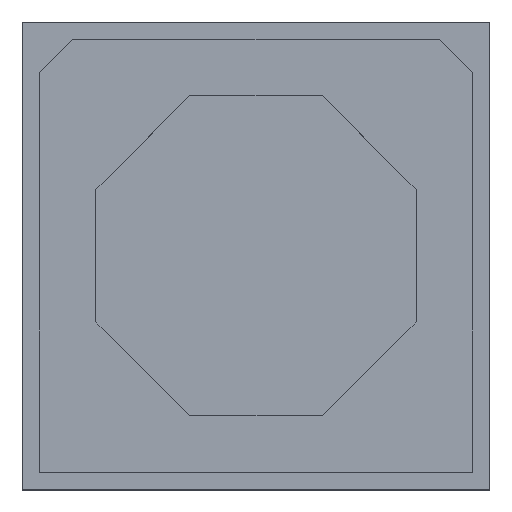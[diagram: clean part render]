
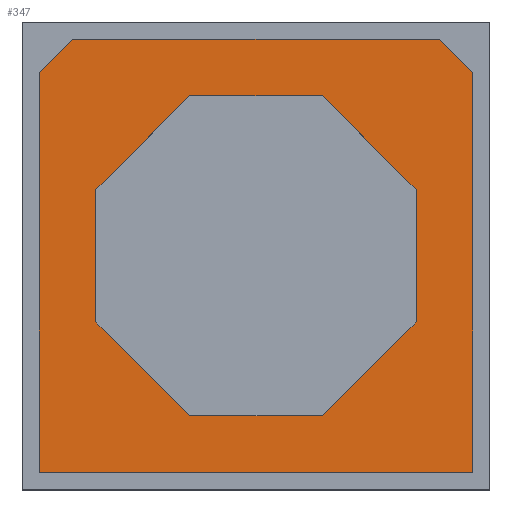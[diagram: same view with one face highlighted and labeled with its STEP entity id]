
A CAD part, top view. The second image highlights one B-rep face of the part: STEP entity #347.
In plain terms, the highlighted planar face has unit normal (0, 0, 1).
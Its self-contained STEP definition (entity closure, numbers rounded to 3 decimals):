
#113 = VERTEX_POINT('',#114);
#114 = CARTESIAN_POINT('',(-1.62,1.37,1.71));
#120 = EDGE_CURVE('',#113,#121,#123,.T.);
#121 = VERTEX_POINT('',#122);
#122 = CARTESIAN_POINT('',(-1.62,-1.62,1.71));
#123 = LINE('',#124,#125);
#124 = CARTESIAN_POINT('',(-1.62,1.62,1.71));
#125 = VECTOR('',#126,1.);
#126 = DIRECTION('',(0.,-1.,0.));
#144 = EDGE_CURVE('',#113,#145,#147,.T.);
#145 = VERTEX_POINT('',#146);
#146 = CARTESIAN_POINT('',(-1.37,1.62,1.71));
#147 = LINE('',#148,#149);
#148 = CARTESIAN_POINT('',(-1.495,1.495,1.71));
#149 = VECTOR('',#150,1.);
#150 = DIRECTION('',(0.707,0.707,0.));
#167 = EDGE_CURVE('',#121,#168,#170,.T.);
#168 = VERTEX_POINT('',#169);
#169 = CARTESIAN_POINT('',(1.62,-1.62,1.71));
#170 = LINE('',#171,#172);
#171 = CARTESIAN_POINT('',(-1.62,-1.62,1.71));
#172 = VECTOR('',#173,1.);
#173 = DIRECTION('',(1.,0.,0.));
#192 = VERTEX_POINT('',#193);
#193 = CARTESIAN_POINT('',(1.37,1.62,1.71));
#199 = EDGE_CURVE('',#192,#145,#200,.T.);
#200 = LINE('',#201,#202);
#201 = CARTESIAN_POINT('',(1.62,1.62,1.71));
#202 = VECTOR('',#203,1.);
#203 = DIRECTION('',(-1.,0.,0.));
#216 = EDGE_CURVE('',#168,#217,#219,.T.);
#217 = VERTEX_POINT('',#218);
#218 = CARTESIAN_POINT('',(1.62,1.37,1.71));
#219 = LINE('',#220,#221);
#220 = CARTESIAN_POINT('',(1.62,-1.62,1.71));
#221 = VECTOR('',#222,1.);
#222 = DIRECTION('',(0.,1.,0.));
#240 = EDGE_CURVE('',#217,#192,#241,.T.);
#241 = LINE('',#242,#243);
#242 = CARTESIAN_POINT('',(1.495,1.495,1.71));
#243 = VECTOR('',#244,1.);
#244 = DIRECTION('',(-0.707,0.707,0.));
#347 = ADVANCED_FACE('',(#348,#356),#422,.T.);
#348 = FACE_BOUND('',#349,.T.);
#349 = EDGE_LOOP('',(#350,#351,#352,#353,#354,#355));
#350 = ORIENTED_EDGE('',*,*,#120,.T.);
#351 = ORIENTED_EDGE('',*,*,#167,.T.);
#352 = ORIENTED_EDGE('',*,*,#216,.T.);
#353 = ORIENTED_EDGE('',*,*,#240,.T.);
#354 = ORIENTED_EDGE('',*,*,#199,.T.);
#355 = ORIENTED_EDGE('',*,*,#144,.F.);
#356 = FACE_BOUND('',#357,.T.);
#357 = EDGE_LOOP('',(#358,#368,#376,#384,#392,#400,#408,#416));
#358 = ORIENTED_EDGE('',*,*,#359,.F.);
#359 = EDGE_CURVE('',#360,#362,#364,.T.);
#360 = VERTEX_POINT('',#361);
#361 = CARTESIAN_POINT('',(0.496,-1.197,1.71));
#362 = VERTEX_POINT('',#363);
#363 = CARTESIAN_POINT('',(1.197,-0.496,1.71));
#364 = LINE('',#365,#366);
#365 = CARTESIAN_POINT('',(0.496,-1.197,1.71));
#366 = VECTOR('',#367,1.);
#367 = DIRECTION('',(0.707,0.707,0.));
#368 = ORIENTED_EDGE('',*,*,#369,.F.);
#369 = EDGE_CURVE('',#370,#360,#372,.T.);
#370 = VERTEX_POINT('',#371);
#371 = CARTESIAN_POINT('',(-0.496,-1.197,1.71));
#372 = LINE('',#373,#374);
#373 = CARTESIAN_POINT('',(-0.496,-1.197,1.71));
#374 = VECTOR('',#375,1.);
#375 = DIRECTION('',(1.,0.,0.));
#376 = ORIENTED_EDGE('',*,*,#377,.F.);
#377 = EDGE_CURVE('',#378,#370,#380,.T.);
#378 = VERTEX_POINT('',#379);
#379 = CARTESIAN_POINT('',(-1.197,-0.496,1.71));
#380 = LINE('',#381,#382);
#381 = CARTESIAN_POINT('',(-1.197,-0.496,1.71));
#382 = VECTOR('',#383,1.);
#383 = DIRECTION('',(0.707,-0.707,0.));
#384 = ORIENTED_EDGE('',*,*,#385,.F.);
#385 = EDGE_CURVE('',#386,#378,#388,.T.);
#386 = VERTEX_POINT('',#387);
#387 = CARTESIAN_POINT('',(-1.197,0.496,1.71));
#388 = LINE('',#389,#390);
#389 = CARTESIAN_POINT('',(-1.197,0.496,1.71));
#390 = VECTOR('',#391,1.);
#391 = DIRECTION('',(0.,-1.,0.));
#392 = ORIENTED_EDGE('',*,*,#393,.F.);
#393 = EDGE_CURVE('',#394,#386,#396,.T.);
#394 = VERTEX_POINT('',#395);
#395 = CARTESIAN_POINT('',(-0.496,1.197,1.71));
#396 = LINE('',#397,#398);
#397 = CARTESIAN_POINT('',(-0.496,1.197,1.71));
#398 = VECTOR('',#399,1.);
#399 = DIRECTION('',(-0.707,-0.707,0.));
#400 = ORIENTED_EDGE('',*,*,#401,.F.);
#401 = EDGE_CURVE('',#402,#394,#404,.T.);
#402 = VERTEX_POINT('',#403);
#403 = CARTESIAN_POINT('',(0.496,1.197,1.71));
#404 = LINE('',#405,#406);
#405 = CARTESIAN_POINT('',(0.496,1.197,1.71));
#406 = VECTOR('',#407,1.);
#407 = DIRECTION('',(-1.,0.,0.));
#408 = ORIENTED_EDGE('',*,*,#409,.F.);
#409 = EDGE_CURVE('',#410,#402,#412,.T.);
#410 = VERTEX_POINT('',#411);
#411 = CARTESIAN_POINT('',(1.197,0.496,1.71));
#412 = LINE('',#413,#414);
#413 = CARTESIAN_POINT('',(1.197,0.496,1.71));
#414 = VECTOR('',#415,1.);
#415 = DIRECTION('',(-0.707,0.707,0.));
#416 = ORIENTED_EDGE('',*,*,#417,.F.);
#417 = EDGE_CURVE('',#362,#410,#418,.T.);
#418 = LINE('',#419,#420);
#419 = CARTESIAN_POINT('',(1.197,-0.496,1.71));
#420 = VECTOR('',#421,1.);
#421 = DIRECTION('',(0.,1.,0.));
#422 = PLANE('',#423);
#423 = AXIS2_PLACEMENT_3D('',#424,#425,#426);
#424 = CARTESIAN_POINT('',(0.,0.,1.71));
#425 = DIRECTION('',(0.,0.,1.));
#426 = DIRECTION('',(1.,0.,0.));
